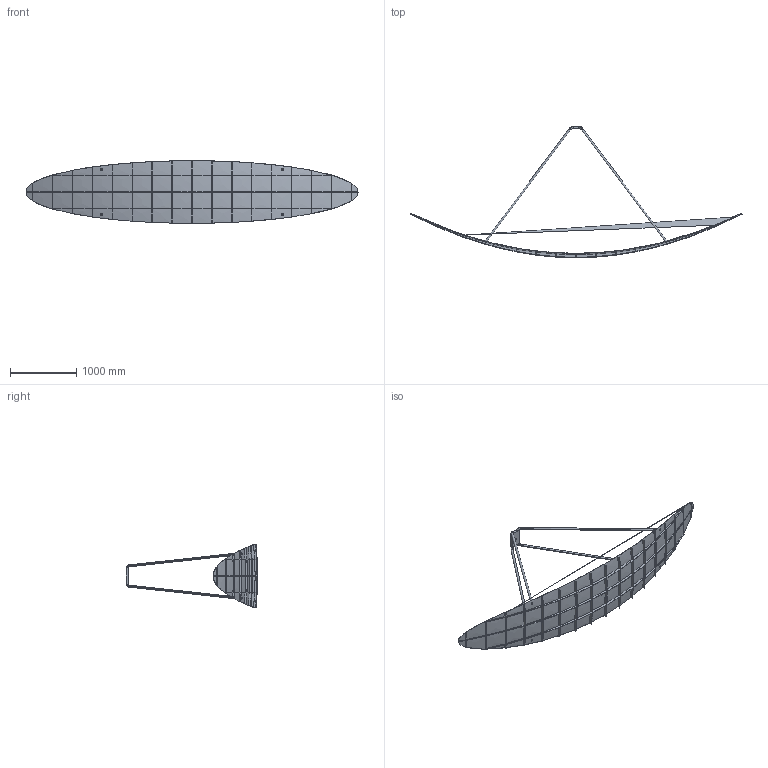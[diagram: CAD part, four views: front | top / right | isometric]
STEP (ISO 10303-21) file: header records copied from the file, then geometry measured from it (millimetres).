
FILE_DESCRIPTION (( 'STEP AP214' ), '1' );
FILE_NAME ('Ref_Ribs.STEP', '2021-05-17T09:04:07', ( '' ), ( '' ), 'SwSTEP 2.0', 'SolidWorks 2020', '' );
FILE_SCHEMA (( 'AUTOMOTIVE_DESIGN' ));
Length unit declared in the file: millimetre
Products named in the file (1): Ref_Ribs
Bounding box: 5000 x 1975.02 x 943 mm (x, y, z)
Volume: 17421774.2 mm3; surface area: 10776977.5 mm2
Topology: 1 solids, 5 shells, 361 faces, 972 edges, 648 vertices
Faces by surface type: plane 243, bspline 82, cylinder 18, torus 16, cone 2
Entity records: 15286 total; most frequent: CARTESIAN_POINT 7662, ORIENTED_EDGE 1936, DIRECTION 978, EDGE_CURVE 968, VERTEX_POINT 648, B_SPLINE_CURVE_WITH_KNOTS 604, EDGE_LOOP 398, FACE_OUTER_BOUND 361
